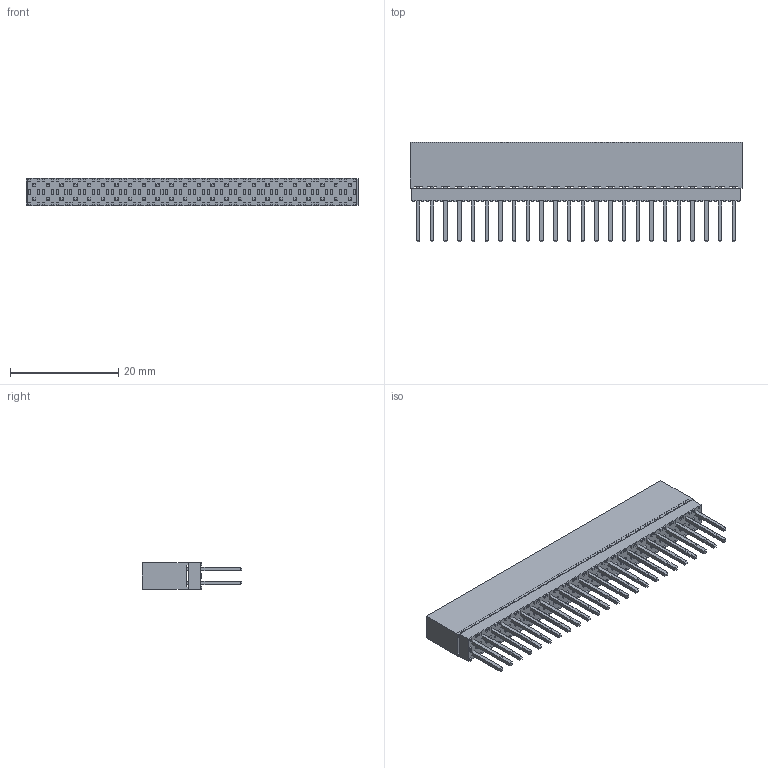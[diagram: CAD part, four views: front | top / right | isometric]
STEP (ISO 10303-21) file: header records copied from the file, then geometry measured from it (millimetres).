
FILE_DESCRIPTION(/* description */ ('STEP AP214'),/* implementation_level */ '2;1');
FILE_NAME(/* name */ 'ESQ-124-38-L-D',/* time_stamp */ '2024-09-15T22:12:23+02:00',/* author */ ('License CC BY-ND 4.0'),/* organization */ ('CADENAS'),/* preprocessor_version */ 'ST-DEVELOPER v19.3',/* originating_system */ 'PARTsolutions',/* authorisation */ ' ');
FILE_SCHEMA (('AUTOMOTIVE_DESIGN {1 0 10303 214 3 1 1}'));
Length unit declared in the file: inch
Products named in the file (5): ESQ-124-38-L-D; ESQ-124-38-L-D_socket; ESQ-124-38-L-D_pins; ESQ-124-38-L-D2_pins; ESQ-124-38-G-D-LL_bpins
Assembly tree (4 placements, depth 2):
  ESQ-124-38-L-D
    ESQ-124-38-L-D_socket
    ESQ-124-38-L-D_pins
    ESQ-124-38-L-D2_pins
    ESQ-124-38-G-D-LL_bpins
Bounding box: 61.47 x 18.41 x 5.08 mm (x, y, z)
Volume: 3297.2 mm3; surface area: 6645.8 mm2
Topology: 4 solids, 4 shells, 2044 faces, 5340 edges, 3496 vertices
Faces by surface type: plane 1996, cylinder 48
Entity records: 61355 total; most frequent: CARTESIAN_POINT 10885, ORIENTED_EDGE 10680, DIRECTION 9534, EDGE_CURVE 5340, LINE 5244, VECTOR 5244, VERTEX_POINT 3496, EDGE_LOOP 2236
